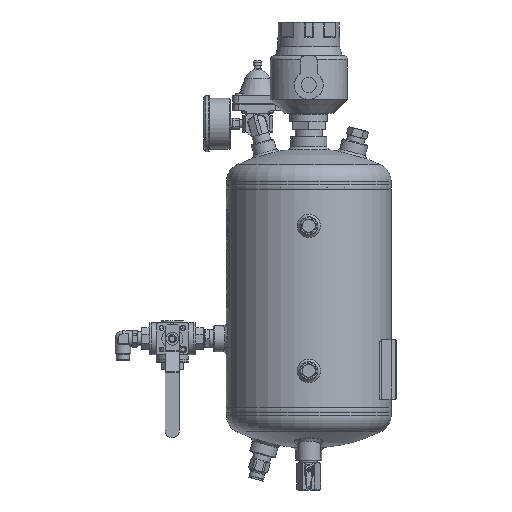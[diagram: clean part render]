
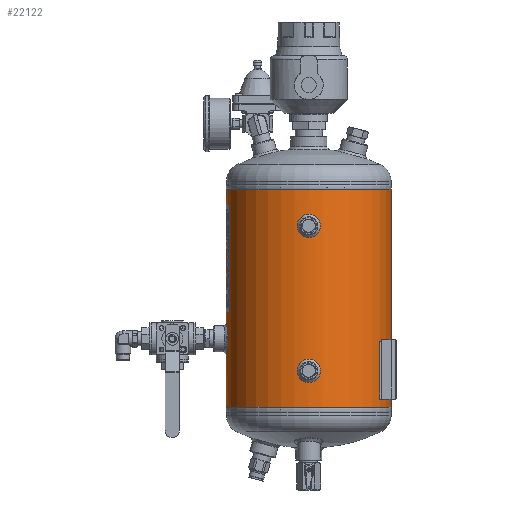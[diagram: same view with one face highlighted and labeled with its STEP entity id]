
A CAD part, front view. The second image highlights one B-rep face of the part: STEP entity #22122.
In plain terms, the highlighted cylindrical face has radius 100 mm (diameter 200 mm), a partial arc.
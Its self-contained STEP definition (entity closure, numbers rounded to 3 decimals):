
#1498=B_SPLINE_CURVE_WITH_KNOTS('',3,(#39650,#39651,#39652,#39653,#39654,
#39655,#39656,#39657,#39658,#39659,#39660,#39661,#39662,#39663,#39664,#39665,
#39666,#39667,#39668),.UNSPECIFIED.,.T.,.F.,(1,1,1,1,1,1,1,1,1,1,1,1,1,
1,1,1,1,1,1,1,1,1,1),(-0.012,-0.008,-0.004,
0.,0.004,0.008,0.012,0.016,
0.02,0.023,0.027,0.031,
0.035,0.039,0.043,0.047,
0.051,0.055,0.059,0.063,
0.066,0.07,0.074),.UNSPECIFIED.);
#1499=B_SPLINE_CURVE_WITH_KNOTS('',3,(#39670,#39671,#39672,#39673,#39674,
#39675,#39676,#39677,#39678,#39679,#39680,#39681,#39682,#39683,#39684,#39685,
#39686,#39687,#39688),.UNSPECIFIED.,.T.,.F.,(1,1,1,1,1,1,1,1,1,1,1,1,1,
1,1,1,1,1,1,1,1,1,1),(-0.012,-0.008,-0.004,
0.,0.004,0.008,0.012,
0.016,0.02,0.023,0.027,
0.031,0.035,0.039,0.043,
0.047,0.051,0.055,0.059,
0.063,0.066,0.07,0.074),
 .UNSPECIFIED.);
#1500=B_SPLINE_CURVE_WITH_KNOTS('',3,(#39690,#39691,#39692,#39693,#39694,
#39695,#39696,#39697,#39698,#39699,#39700,#39701,#39702,#39703,#39704,#39705,
#39706,#39707,#39708),.UNSPECIFIED.,.T.,.F.,(1,1,1,1,1,1,1,1,1,1,1,1,1,
1,1,1,1,1,1,1,1,1,1),(-0.018,-0.012,-0.006,
0.,0.006,0.012,0.018,0.023,
0.029,0.035,0.041,0.047,
0.053,0.059,0.065,0.07,
0.076,0.082,0.088,0.094,
0.1,0.106,0.112),.UNSPECIFIED.);
#2469=LINE('',#39710,#3605);
#2470=LINE('',#39715,#3606);
#3605=VECTOR('',#33447,1000.);
#3606=VECTOR('',#33450,1000.);
#4746=ORIENTED_EDGE('',*,*,#11056,.T.);
#4747=ORIENTED_EDGE('',*,*,#11057,.T.);
#4748=ORIENTED_EDGE('',*,*,#11058,.T.);
#4749=ORIENTED_EDGE('',*,*,#11059,.T.);
#4750=ORIENTED_EDGE('',*,*,#11060,.T.);
#4751=ORIENTED_EDGE('',*,*,#11061,.F.);
#4752=ORIENTED_EDGE('',*,*,#11062,.F.);
#11056=EDGE_CURVE('',#14211,#14211,#1498,.T.);
#11057=EDGE_CURVE('',#14212,#14212,#1499,.T.);
#11058=EDGE_CURVE('',#14213,#14213,#1500,.T.);
#11059=EDGE_CURVE('',#14214,#14215,#2469,.T.);
#11060=EDGE_CURVE('',#14215,#14216,#16404,.T.);
#11061=EDGE_CURVE('',#14217,#14216,#2470,.T.);
#11062=EDGE_CURVE('',#14214,#14217,#16405,.T.);
#14211=VERTEX_POINT('',#39669);
#14212=VERTEX_POINT('',#39689);
#14213=VERTEX_POINT('',#39709);
#14214=VERTEX_POINT('',#39711);
#14215=VERTEX_POINT('',#39712);
#14216=VERTEX_POINT('',#39714);
#14217=VERTEX_POINT('',#39716);
#16404=CIRCLE('',#30936,100.);
#16405=CIRCLE('',#30937,100.);
#17432=EDGE_LOOP('',(#4746));
#17433=EDGE_LOOP('',(#4747));
#17434=EDGE_LOOP('',(#4748));
#17435=EDGE_LOOP('',(#4749,#4750,#4751,#4752));
#19589=FACE_BOUND('',#17432,.T.);
#19590=FACE_BOUND('',#17433,.T.);
#19591=FACE_BOUND('',#17434,.T.);
#19592=FACE_BOUND('',#17435,.T.);
#21747=CYLINDRICAL_SURFACE('',#30935,100.);
#22122=ADVANCED_FACE('',(#19589,#19590,#19591,#19592),#21747,.T.);
#30935=AXIS2_PLACEMENT_3D('',#39649,#33445,#33446);
#30936=AXIS2_PLACEMENT_3D('',#39713,#33448,#33449);
#30937=AXIS2_PLACEMENT_3D('',#39717,#33451,#33452);
#33445=DIRECTION('',(0.,-1.,0.));
#33446=DIRECTION('',(0.,0.,-1.));
#33447=DIRECTION('',(0.,-1.,0.));
#33448=DIRECTION('',(0.,1.,0.));
#33449=DIRECTION('',(1.,0.,0.));
#33450=DIRECTION('',(0.,-1.,0.));
#33451=DIRECTION('',(0.,1.,0.));
#33452=DIRECTION('',(1.,0.,0.));
#39649=CARTESIAN_POINT('',(0.,265.,0.));
#39650=CARTESIAN_POINT('',(-9.473,48.444,-99.554));
#39651=CARTESIAN_POINT('',(-10.262,44.497,-99.471));
#39652=CARTESIAN_POINT('',(-9.477,40.569,-99.553));
#39653=CARTESIAN_POINT('',(-7.254,37.244,-99.75));
#39654=CARTESIAN_POINT('',(-3.93,35.023,-99.946));
#39655=CARTESIAN_POINT('',(-0.006,34.24,-100.027));
#39656=CARTESIAN_POINT('',(3.922,35.019,-99.946));
#39657=CARTESIAN_POINT('',(7.252,37.242,-99.75));
#39658=CARTESIAN_POINT('',(9.478,40.57,-99.553));
#39659=CARTESIAN_POINT('',(10.26,44.496,-99.472));
#39660=CARTESIAN_POINT('',(9.481,48.422,-99.553));
#39661=CARTESIAN_POINT('',(7.262,51.747,-99.749));
#39662=CARTESIAN_POINT('',(3.94,53.974,-99.945));
#39663=CARTESIAN_POINT('',(0.01,54.761,-100.027));
#39664=CARTESIAN_POINT('',(-3.923,53.981,-99.946));
#39665=CARTESIAN_POINT('',(-7.249,51.759,-99.75));
#39666=CARTESIAN_POINT('',(-9.473,48.444,-99.554));
#39667=CARTESIAN_POINT('',(-10.262,44.497,-99.471));
#39668=CARTESIAN_POINT('',(-9.477,40.569,-99.553));
#39669=CARTESIAN_POINT('',(-10.,44.5,-99.499));
#39670=CARTESIAN_POINT('',(3.944,229.973,-99.945));
#39671=CARTESIAN_POINT('',(-0.003,230.762,-100.027));
#39672=CARTESIAN_POINT('',(-3.931,229.977,-99.946));
#39673=CARTESIAN_POINT('',(-7.256,227.754,-99.75));
#39674=CARTESIAN_POINT('',(-9.477,224.43,-99.553));
#39675=CARTESIAN_POINT('',(-10.26,220.506,-99.472));
#39676=CARTESIAN_POINT('',(-9.481,216.578,-99.553));
#39677=CARTESIAN_POINT('',(-7.258,213.248,-99.75));
#39678=CARTESIAN_POINT('',(-3.93,211.022,-99.946));
#39679=CARTESIAN_POINT('',(-0.004,210.24,-100.027));
#39680=CARTESIAN_POINT('',(3.922,211.019,-99.946));
#39681=CARTESIAN_POINT('',(7.247,213.238,-99.75));
#39682=CARTESIAN_POINT('',(9.474,216.56,-99.554));
#39683=CARTESIAN_POINT('',(10.261,220.49,-99.471));
#39684=CARTESIAN_POINT('',(9.481,224.423,-99.553));
#39685=CARTESIAN_POINT('',(7.259,227.749,-99.749));
#39686=CARTESIAN_POINT('',(3.944,229.973,-99.945));
#39687=CARTESIAN_POINT('',(-0.003,230.762,-100.027));
#39688=CARTESIAN_POINT('',(-3.931,229.977,-99.946));
#39689=CARTESIAN_POINT('',(0.,230.5,-100.));
#39690=CARTESIAN_POINT('',(-98.994,187.429,14.208));
#39691=CARTESIAN_POINT('',(-98.806,181.503,15.395));
#39692=CARTESIAN_POINT('',(-98.993,175.608,14.214));
#39693=CARTESIAN_POINT('',(-99.436,170.625,10.88));
#39694=CARTESIAN_POINT('',(-99.878,167.295,5.9));
#39695=CARTESIAN_POINT('',(-100.061,166.117,0.009));
#39696=CARTESIAN_POINT('',(-99.879,167.288,-5.887));
#39697=CARTESIAN_POINT('',(-99.437,170.623,-10.879));
#39698=CARTESIAN_POINT('',(-98.992,175.61,-14.215));
#39699=CARTESIAN_POINT('',(-98.807,181.503,-15.391));
#39700=CARTESIAN_POINT('',(-98.992,187.396,-14.219));
#39701=CARTESIAN_POINT('',(-99.435,192.379,-10.892));
#39702=CARTESIAN_POINT('',(-99.877,195.718,-5.914));
#39703=CARTESIAN_POINT('',(-100.061,196.901,-0.013));
#39704=CARTESIAN_POINT('',(-99.878,195.728,5.889));
#39705=CARTESIAN_POINT('',(-99.437,192.395,10.874));
#39706=CARTESIAN_POINT('',(-98.994,187.429,14.208));
#39707=CARTESIAN_POINT('',(-98.806,181.503,15.395));
#39708=CARTESIAN_POINT('',(-98.993,175.608,14.214));
#39709=CARTESIAN_POINT('',(-98.869,181.508,15.));
#39710=CARTESIAN_POINT('',(0.254,265.,100.));
#39711=CARTESIAN_POINT('',(0.254,265.,100.));
#39712=CARTESIAN_POINT('',(0.254,0.,100.));
#39713=CARTESIAN_POINT('',(0.,0.,0.));
#39714=CARTESIAN_POINT('',(-0.254,0.,100.));
#39715=CARTESIAN_POINT('',(-0.254,265.,100.));
#39716=CARTESIAN_POINT('',(-0.254,265.,100.));
#39717=CARTESIAN_POINT('',(0.,265.,0.));
